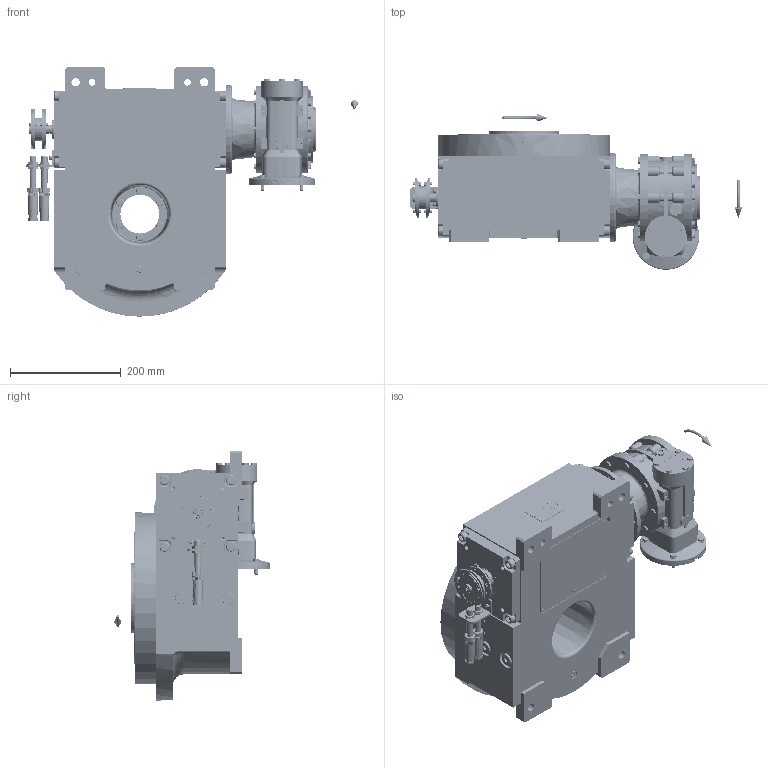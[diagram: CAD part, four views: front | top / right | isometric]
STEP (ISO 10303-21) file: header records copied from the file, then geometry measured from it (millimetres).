
FILE_DESCRIPTION (( 'STEP AP203' ), '1' );
FILE_NAME ('PC5201544.step', '2025-10-07T09:32:45', ( '' ), ( '' ), 'SwSTEP 2.0', 'SolidWorks 2020', '' );
FILE_SCHEMA (( 'CONFIG_CONTROL_DESIGN' ));
Length unit declared in the file: millimetre
Products named in the file (94): cfn2070_05_009; CFN2155_01_195.stp; cfn2003_01_054; cfn2107_01_001; 900_38_30_003; AS_rig09_004; CFN2356_03_053.stp; cfn2276_01_056; cfn2000_01_099; cfn2000_01_126; PC5201544; cfn2000_01_081; CFN2010_01_020.stp; RMI70_F3_SX_80B14; cfn2151_01_170; cfn2000_01_184; CFN2000_01_185.stp; cfn2128_04_002; rig09_001_a; rig09_003_8; cfn2151_01_167; AS_900_00_00_005; AS_rig09_017; cfn2128_19_002; cfn2401_02_005; 900_00_00_005; CFN2223_02_003.stp; cfn2000_01_161; rig09_017; AS_rig09_016; cfn2077_01_036; AS_cfn2476_01_002_60x46; cfn2151_01_115; cfn2155_01_095; AS_rig09_071_8_m; RIG09_021_AF0.stp; rig09_007_master; RIG09_005_ASM.stp; CFN2010_02_002.stp; cfn2476_01_002_60x46 ...
Assembly tree (86 placements, depth 5):
  CFN2356_03_053.stp
  cfn2276_01_056
  PC5201544
    rig09_001_a
    AS_cfn2476_01_002_60x46
      cfn2476_01_002_60x46
      cfn2107_01_001
      cfn2107_01_001
    AS_rig09_071_8_m
      rig09_071_8_m.stp
        RIG09_005_ASM.stp
          RIG09_005_AF0.stp
          RIG09_021_AF0.stp
          CFN2000_01_185.stp
          CFN2000_01_185.stp
          CFN2104_02_018.stp
        CFN2155_01_195.stp
        CFN2010_02_002.stp
      rig09_003_8
      cfn2000_01_099
      cfn2000_01_099
      cfn2000_01_099
      cfn2000_01_099
      cfn2000_01_099
      cfn2000_01_099
      cfn2000_01_099
      cfn2000_01_099
      cfn2104_01_018  x2
    AS_rig09_017
      rig09_017
      cfn2000_01_126
      cfn2000_01_126
      cfn2000_01_126
      cfn2000_01_126
      cfn2000_01_126
      cfn2000_01_126
      cfn2155_01_196
    AS_rig09_004
      rig09_004
      cfn2000_01_081
      cfn2155_01_095
      cfn2070_05_009
      cfn2000_01_081
      cfn2000_01_081
      cfn2000_01_081
    AS_rig09_004
      rig09_004
      cfn2000_01_081
      cfn2155_01_095
      cfn2070_05_009
      cfn2000_01_081
      cfn2000_01_081
      cfn2000_01_081
    AS_rig09_002_s_003
      rig09_002_s_003
      cfn2115_02_160
    cfn2128_04_002  x3
    cfn2128_19_002
    AS_rig09_016
      rig09_016
Bounding box: 599.5 x 281 x 450 mm (x, y, z)
Volume: 6573088 mm3; surface area: 1622931.4 mm2
Topology: 74 solids, 74 shells, 5981 faces, 15138 edges, 9567 vertices
Faces by surface type: plane 2820, cylinder 1879, cone 1022, torus 246, bspline 10, sphere 4
Entity records: 173849 total; most frequent: CARTESIAN_POINT 47965, ORIENTED_EDGE 24278, DIRECTION 24215, EDGE_CURVE 12139, AXIS2_PLACEMENT_3D 8961, VERTEX_POINT 7738, LINE 6293, VECTOR 6293
